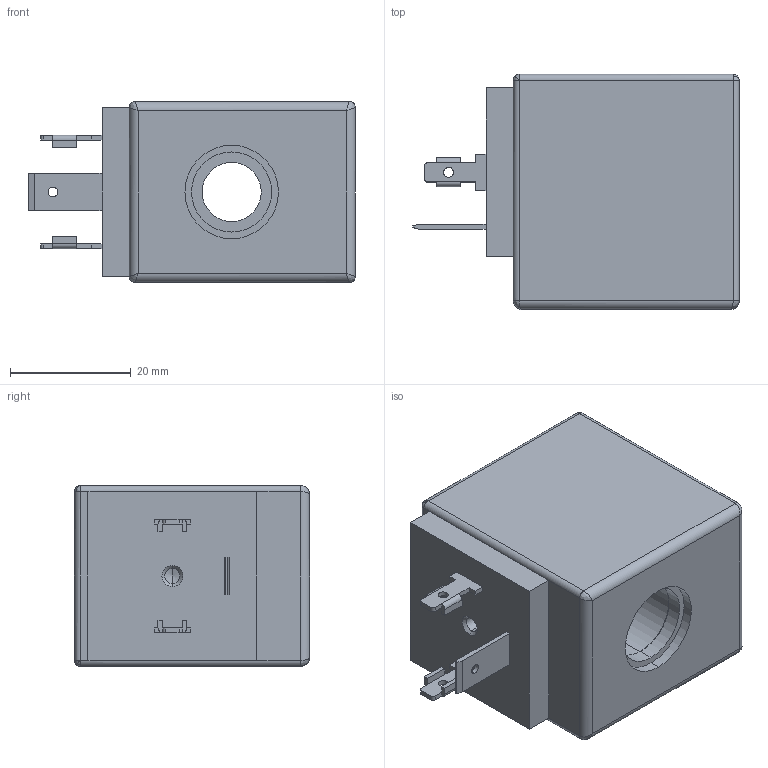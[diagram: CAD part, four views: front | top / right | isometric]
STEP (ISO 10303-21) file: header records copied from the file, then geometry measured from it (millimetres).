
FILE_DESCRIPTION (( 'STEP AP203' ), '1' );
FILE_NAME ('BDV08024DY.step', '2020-05-28T19:09:08', ( '' ), ( '' ), 'SwSTEP 2.0', 'SolidWorks 2019', '' );
FILE_SCHEMA (( 'CONFIG_CONTROL_DESIGN' ));
Length unit declared in the file: inch
Products named in the file (1): BDV08024DY
Bounding box: 54.15 x 39 x 30 mm (x, y, z)
Volume: 31078 mm3; surface area: 14461.7 mm2
Topology: 1 solids, 6 shells, 182 faces, 444 edges, 271 vertices
Faces by surface type: plane 102, cylinder 58, bspline 17, cone 4, torus 1
Entity records: 5939 total; most frequent: CARTESIAN_POINT 1660, ORIENTED_EDGE 868, DIRECTION 865, EDGE_CURVE 434, AXIS2_PLACEMENT_3D 292, VECTOR 281, LINE 281, VERTEX_POINT 271
